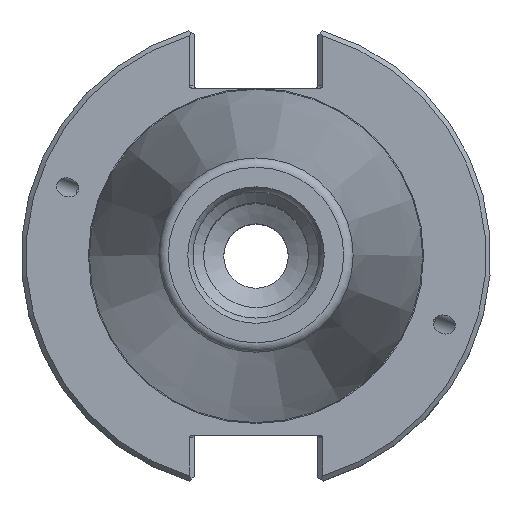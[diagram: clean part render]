
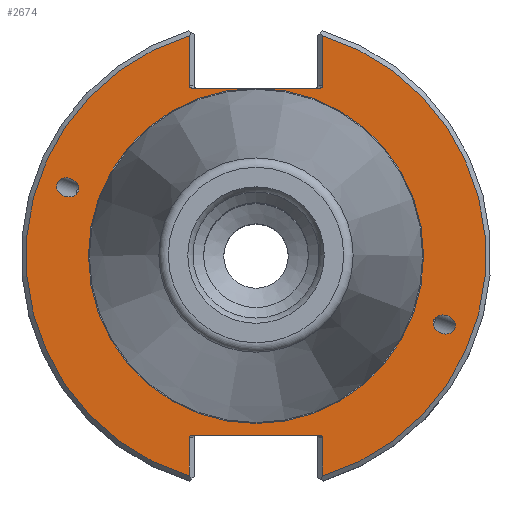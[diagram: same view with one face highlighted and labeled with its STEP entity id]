
A CAD part, top view. The second image highlights one B-rep face of the part: STEP entity #2674.
In plain terms, the highlighted planar face has unit normal (0, 0, 1).
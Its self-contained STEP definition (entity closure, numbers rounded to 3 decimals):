
#24=ELLIPSE('',#2848,2.381,1.95);
#25=ELLIPSE('',#2854,0.707,0.5);
#26=ELLIPSE('',#2856,0.707,0.5);
#27=ELLIPSE('',#2861,2.381,1.95);
#35=ELLIPSE('',#2886,0.707,0.5);
#36=ELLIPSE('',#2888,0.707,0.5);
#86=LINE('',#4105,#167);
#87=LINE('',#4114,#168);
#92=LINE('',#4133,#173);
#93=LINE('',#4145,#174);
#103=LINE('',#4179,#184);
#114=LINE('',#4226,#195);
#167=VECTOR('',#3275,1000.);
#168=VECTOR('',#3282,1000.);
#173=VECTOR('',#3297,1000.);
#174=VECTOR('',#3308,1000.);
#184=VECTOR('',#3334,1000.);
#195=VECTOR('',#3379,1000.);
#235=PLANE('',#2887);
#349=CIRCLE('',#2846,35.118);
#350=CIRCLE('',#2851,48.21);
#351=CIRCLE('',#2859,48.21);
#789=ORIENTED_EDGE('',*,*,#1048,.F.);
#790=ORIENTED_EDGE('',*,*,#1047,.T.);
#791=ORIENTED_EDGE('',*,*,#1045,.T.);
#792=ORIENTED_EDGE('',*,*,#1041,.T.);
#793=ORIENTED_EDGE('',*,*,#1063,.F.);
#794=ORIENTED_EDGE('',*,*,#1039,.T.);
#795=ORIENTED_EDGE('',*,*,#1037,.T.);
#796=ORIENTED_EDGE('',*,*,#1035,.T.);
#797=ORIENTED_EDGE('',*,*,#1034,.T.);
#798=ORIENTED_EDGE('',*,*,#1082,.T.);
#799=ORIENTED_EDGE('',*,*,#1084,.F.);
#800=ORIENTED_EDGE('',*,*,#1085,.T.);
#801=ORIENTED_EDGE('',*,*,#1049,.T.);
#802=ORIENTED_EDGE('',*,*,#1031,.F.);
#803=ORIENTED_EDGE('',*,*,#1030,.F.);
#1030=EDGE_CURVE('',#1242,#1242,#349,.T.);
#1031=EDGE_CURVE('',#1243,#1243,#24,.T.);
#1034=EDGE_CURVE('',#1244,#1245,#86,.T.);
#1035=EDGE_CURVE('',#1246,#1244,#350,.T.);
#1037=EDGE_CURVE('',#1247,#1246,#87,.T.);
#1039=EDGE_CURVE('',#1248,#1247,#25,.F.);
#1041=EDGE_CURVE('',#1249,#1250,#26,.F.);
#1045=EDGE_CURVE('',#1251,#1249,#92,.T.);
#1047=EDGE_CURVE('',#1252,#1251,#351,.T.);
#1048=EDGE_CURVE('',#1253,#1253,#27,.T.);
#1049=EDGE_CURVE('',#1254,#1252,#93,.T.);
#1063=EDGE_CURVE('',#1248,#1250,#103,.T.);
#1082=EDGE_CURVE('',#1245,#1272,#35,.F.);
#1084=EDGE_CURVE('',#1273,#1272,#114,.T.);
#1085=EDGE_CURVE('',#1273,#1254,#36,.F.);
#1242=VERTEX_POINT('',#4093);
#1243=VERTEX_POINT('',#4096);
#1244=VERTEX_POINT('',#4102);
#1245=VERTEX_POINT('',#4104);
#1246=VERTEX_POINT('',#4108);
#1247=VERTEX_POINT('',#4115);
#1248=VERTEX_POINT('',#4119);
#1249=VERTEX_POINT('',#4123);
#1250=VERTEX_POINT('',#4124);
#1251=VERTEX_POINT('',#4132);
#1252=VERTEX_POINT('',#4139);
#1253=VERTEX_POINT('',#4143);
#1254=VERTEX_POINT('',#4146);
#1272=VERTEX_POINT('',#4223);
#1273=VERTEX_POINT('',#4227);
#1503=EDGE_LOOP('',(#789));
#1504=EDGE_LOOP('',(#790,#791,#792,#793,#794,#795,#796,#797,#798,#799,#800,
#801));
#1505=EDGE_LOOP('',(#802));
#1506=EDGE_LOOP('',(#803));
#1683=FACE_BOUND('',#1503,.T.);
#1684=FACE_BOUND('',#1504,.T.);
#1685=FACE_BOUND('',#1505,.T.);
#1686=FACE_BOUND('',#1506,.T.);
#2674=ADVANCED_FACE('',(#1683,#1684,#1685,#1686),#235,.T.);
#2846=AXIS2_PLACEMENT_3D('',#4092,#3266,#3267);
#2848=AXIS2_PLACEMENT_3D('',#4095,#3270,#3271);
#2851=AXIS2_PLACEMENT_3D('',#4107,#3278,#3279);
#2854=AXIS2_PLACEMENT_3D('',#4118,#3286,#3287);
#2856=AXIS2_PLACEMENT_3D('',#4122,#3291,#3292);
#2859=AXIS2_PLACEMENT_3D('',#4140,#3300,#3301);
#2861=AXIS2_PLACEMENT_3D('',#4142,#3304,#3305);
#2886=AXIS2_PLACEMENT_3D('',#4222,#3374,#3375);
#2887=AXIS2_PLACEMENT_3D('',#4225,#3377,#3378);
#2888=AXIS2_PLACEMENT_3D('',#4228,#3380,#3381);
#3266=DIRECTION('',(0.,0.,1.));
#3267=DIRECTION('',(1.,0.,0.));
#3270=DIRECTION('',(0.,0.,1.));
#3271=DIRECTION('',(-0.94,0.342,0.));
#3275=DIRECTION('',(0.,-1.,0.));
#3278=DIRECTION('',(0.,0.,1.));
#3279=DIRECTION('',(1.,0.,0.));
#3282=DIRECTION('',(0.,-1.,0.));
#3286=DIRECTION('',(0.,0.,1.));
#3287=DIRECTION('',(1.,0.,0.));
#3291=DIRECTION('',(0.,0.,1.));
#3292=DIRECTION('',(1.,0.,0.));
#3297=DIRECTION('',(0.,1.,0.));
#3300=DIRECTION('',(0.,0.,1.));
#3301=DIRECTION('',(1.,0.,0.));
#3304=DIRECTION('',(0.,0.,1.));
#3305=DIRECTION('',(0.94,-0.342,0.));
#3308=DIRECTION('',(0.,1.,0.));
#3334=DIRECTION('',(-1.,0.,0.));
#3374=DIRECTION('',(0.,0.,1.));
#3375=DIRECTION('',(-1.,0.,0.));
#3377=DIRECTION('',(0.,0.,1.));
#3378=DIRECTION('',(1.,0.,0.));
#3379=DIRECTION('',(1.,0.,0.));
#3380=DIRECTION('',(0.,0.,1.));
#3381=DIRECTION('',(-1.,0.,0.));
#4092=CARTESIAN_POINT('',(0.,0.,-3.17));
#4093=CARTESIAN_POINT('',(35.118,0.,-3.17));
#4095=CARTESIAN_POINT('',(39.467,-14.365,-3.17));
#4096=CARTESIAN_POINT('',(37.23,-13.551,-3.17));
#4102=CARTESIAN_POINT('',(13.955,46.146,-3.17));
#4104=CARTESIAN_POINT('',(13.955,35.66,-3.17));
#4105=CARTESIAN_POINT('',(13.955,35.16,-3.17));
#4107=CARTESIAN_POINT('',(0.,0.,-3.17));
#4108=CARTESIAN_POINT('',(13.955,-46.146,-3.17));
#4114=CARTESIAN_POINT('',(13.955,-47.619,-3.17));
#4115=CARTESIAN_POINT('',(13.955,-38.07,-3.17));
#4118=CARTESIAN_POINT('',(13.248,-38.07,-3.17));
#4119=CARTESIAN_POINT('',(13.248,-37.57,-3.17));
#4122=CARTESIAN_POINT('',(-13.248,-38.07,-3.17));
#4123=CARTESIAN_POINT('',(-13.955,-38.07,-3.17));
#4124=CARTESIAN_POINT('',(-13.248,-37.57,-3.17));
#4132=CARTESIAN_POINT('',(-13.955,-46.146,-3.17));
#4133=CARTESIAN_POINT('',(-13.955,-37.57,-3.17));
#4139=CARTESIAN_POINT('',(-13.955,46.146,-3.17));
#4140=CARTESIAN_POINT('',(0.,0.,-3.17));
#4142=CARTESIAN_POINT('',(-39.467,14.365,-3.17));
#4143=CARTESIAN_POINT('',(-37.23,13.551,-3.17));
#4145=CARTESIAN_POINT('',(-13.955,47.619,-3.17));
#4146=CARTESIAN_POINT('',(-13.955,35.66,-3.17));
#4179=CARTESIAN_POINT('',(12.955,-37.57,-3.17));
#4222=CARTESIAN_POINT('',(13.248,35.66,-3.17));
#4223=CARTESIAN_POINT('',(13.248,35.16,-3.17));
#4225=CARTESIAN_POINT('',(35.118,0.,-3.17));
#4226=CARTESIAN_POINT('',(-12.955,35.16,-3.17));
#4227=CARTESIAN_POINT('',(-13.248,35.16,-3.17));
#4228=CARTESIAN_POINT('',(-13.248,35.66,-3.17));
